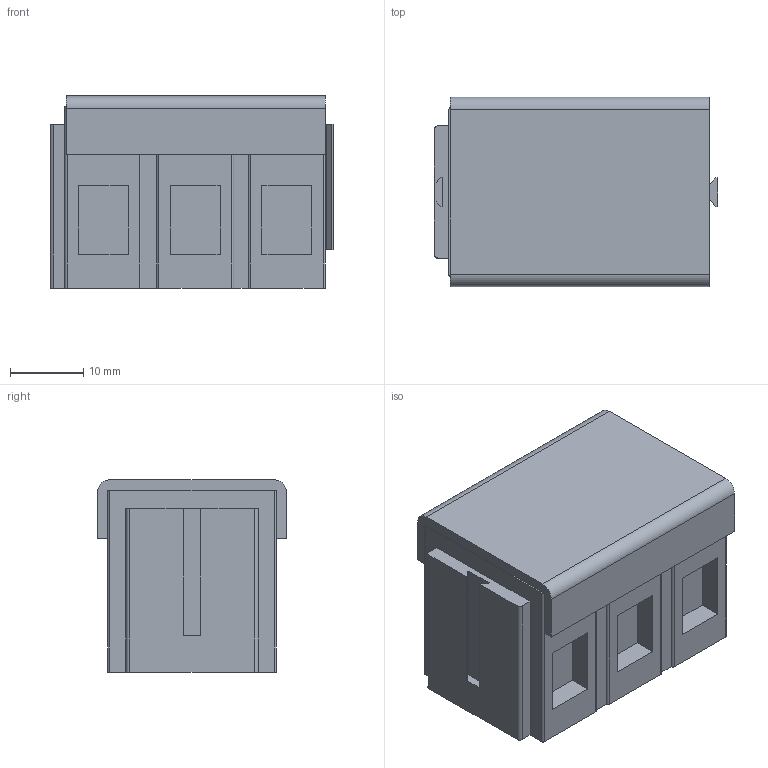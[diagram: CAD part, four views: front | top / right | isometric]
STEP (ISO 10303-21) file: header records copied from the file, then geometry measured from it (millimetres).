
FILE_DESCRIPTION((''),'2;1');
FILE_NAME('ASM0001_ASM','2021-06-16T',('Administrator'),(''),'PRO/ENGINEER BY PARAMETRIC TECHNOLOGY CORPORATION, 2013230','PRO/ENGINEER BY PARAMETRIC TECHNOLOGY CORPORATION, 2013230','');
FILE_SCHEMA(('CONFIG_CONTROL_DESIGN'));
Length unit declared in the file: millimetre
Products named in the file (3): UFJ1-6_3; PRT0001; ASM0001_ASM
Assembly tree (2 placements, depth 2):
  ASM0001_ASM
    UFJ1-6_3
    PRT0001
Bounding box: 38.65 x 25.8 x 26.2 mm (x, y, z)
Volume: 19713.9 mm3; surface area: 9674.4 mm2
Topology: 2 solids, 2 shells, 119 faces, 300 edges, 200 vertices
Faces by surface type: plane 83, cylinder 36
Entity records: 3662 total; most frequent: CARTESIAN_POINT 624, DIRECTION 620, ORIENTED_EDGE 600, EDGE_CURVE 300, VECTOR 228, LINE 228, VERTEX_POINT 200, AXIS2_PLACEMENT_3D 196
